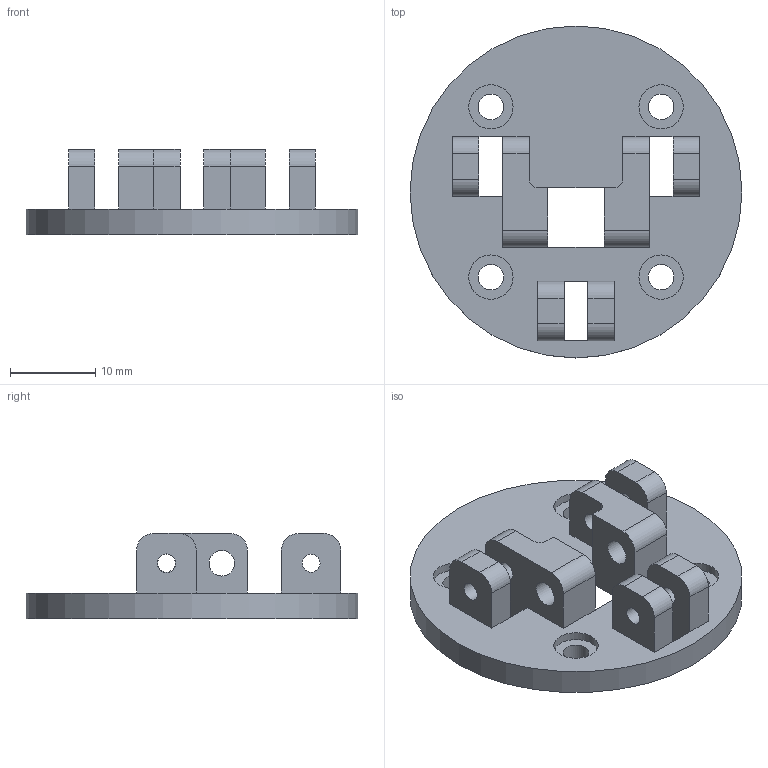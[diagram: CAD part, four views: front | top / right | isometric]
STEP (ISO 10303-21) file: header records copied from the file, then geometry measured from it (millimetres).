
FILE_DESCRIPTION(/* description */ (''),/* implementation_level */ '2;1');
FILE_NAME(/* name */ 'MF mounting.step',/* time_stamp */ '2025-11-29T23:54:31+03:00',/* author */ (''),/* organization */ (''),/* preprocessor_version */ 'ST-DEVELOPER v20.1',/* originating_system */ 'Autodesk Translation Framework v14.21.0.0',/* authorisation */ '');
FILE_SCHEMA (('AUTOMOTIVE_DESIGN { 1 0 10303 214 3 1 1 }'));
Length unit declared in the file: millimetre
Products named in the file (1): MF mounting
Bounding box: 39 x 39 x 10 mm (x, y, z)
Volume: 4340.5 mm3; surface area: 4058 mm2
Topology: 1 solids, 1 shells, 79 faces, 211 edges, 136 vertices
Faces by surface type: plane 48, cylinder 31
Full cylindrical faces by diameter (mm): 2.1 x4, 2.2 x2, 3 x6, 5.2 x4, 39 x1
Entity records: 2552 total; most frequent: DIRECTION 433, CARTESIAN_POINT 427, ORIENTED_EDGE 422, EDGE_CURVE 211, LINE 149, VECTOR 149, AXIS2_PLACEMENT_3D 142, VERTEX_POINT 136
